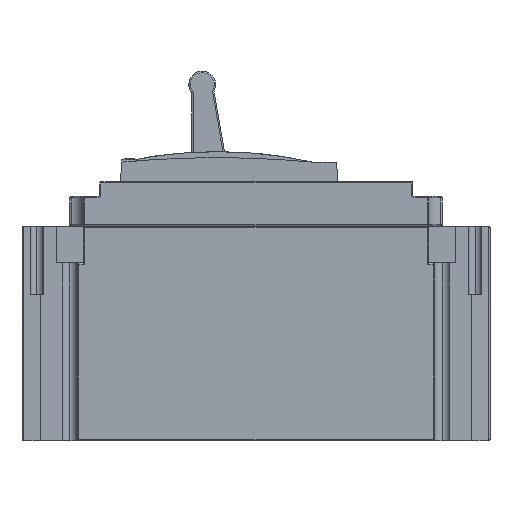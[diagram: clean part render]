
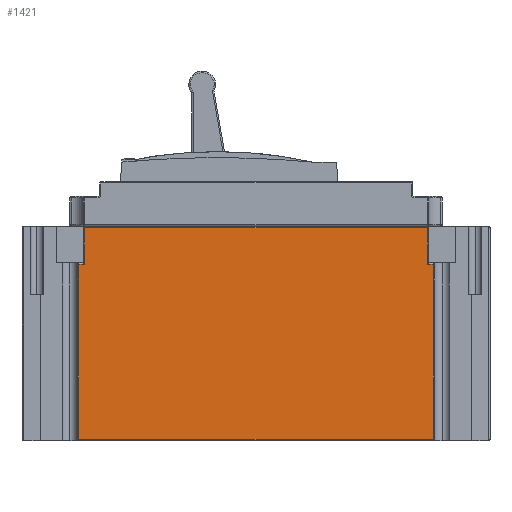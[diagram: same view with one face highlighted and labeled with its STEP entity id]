
A CAD part, left-side view. The second image highlights one B-rep face of the part: STEP entity #1421.
In plain terms, the highlighted planar face has unit normal (-1, 0, 0).
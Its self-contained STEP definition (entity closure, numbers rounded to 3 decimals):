
#1203 = CARTESIAN_POINT ( 'NONE',  ( -52.5, -57.5, 0. ) ) ;
#1421 = ADVANCED_FACE ( 'NONE', ( #38803 ), #29666, .T. ) ;
#1838 = CARTESIAN_POINT ( 'NONE',  ( -52.5, 57.5, -12.8 ) ) ;
#2230 = CARTESIAN_POINT ( 'NONE',  ( -52.5, -57.5, -0.5 ) ) ;
#3981 = EDGE_CURVE ( 'NONE', #39290, #33647, #10027, .T. ) ;
#4115 = VECTOR ( 'NONE', #45265, 1000. ) ;
#5171 = CARTESIAN_POINT ( 'NONE',  ( -52.5, -59.468, -12.3 ) ) ;
#6383 = EDGE_CURVE ( 'NONE', #13531, #11395, #21690, .T. ) ;
#9386 = DIRECTION ( 'NONE',  ( 0., 1., 0. ) ) ;
#10010 = CARTESIAN_POINT ( 'NONE',  ( -52.5, -78.5, -71.5 ) ) ;
#10027 = LINE ( 'NONE', #5171, #30872 ) ;
#11026 = CARTESIAN_POINT ( 'NONE',  ( -52.5, 57.5, -72. ) ) ;
#11395 = VERTEX_POINT ( 'NONE', #27541 ) ;
#11573 = LINE ( 'NONE', #11026, #26251 ) ;
#12759 = ORIENTED_EDGE ( 'NONE', *, *, #42738, .T. ) ;
#13531 = VERTEX_POINT ( 'NONE', #2230 ) ;
#14963 = DIRECTION ( 'NONE',  ( 0., 0., 1. ) ) ;
#16296 = CARTESIAN_POINT ( 'NONE',  ( -52.5, -57.5, -12.8 ) ) ;
#16945 = EDGE_CURVE ( 'NONE', #25391, #39290, #22877, .T. ) ;
#18080 = ORIENTED_EDGE ( 'NONE', *, *, #16945, .T. ) ;
#18833 = VERTEX_POINT ( 'NONE', #16296 ) ;
#20672 = CARTESIAN_POINT ( 'NONE',  ( -52.5, -59.468, -12.8 ) ) ;
#21530 = ORIENTED_EDGE ( 'NONE', *, *, #3981, .T. ) ;
#21690 = LINE ( 'NONE', #56697, #46444 ) ;
#22877 = LINE ( 'NONE', #10010, #4115 ) ;
#24195 = CARTESIAN_POINT ( 'NONE',  ( -52.5, 59.468, -71.5 ) ) ;
#24772 = DIRECTION ( 'NONE',  ( 0., 0., -1. ) ) ;
#25166 = DIRECTION ( 'NONE',  ( 0., 1., 0. ) ) ;
#25347 = CARTESIAN_POINT ( 'NONE',  ( -52.5, -78.5, -72. ) ) ;
#25391 = VERTEX_POINT ( 'NONE', #24195 ) ;
#26251 = VECTOR ( 'NONE', #24772, 1000. ) ;
#26817 = ORIENTED_EDGE ( 'NONE', *, *, #37007, .T. ) ;
#26847 = EDGE_CURVE ( 'NONE', #29606, #25391, #40591, .T. ) ;
#26959 = ORIENTED_EDGE ( 'NONE', *, *, #26847, .T. ) ;
#27486 = DIRECTION ( 'NONE',  ( 0., 0., 1. ) ) ;
#27541 = CARTESIAN_POINT ( 'NONE',  ( -52.5, 57.5, -0.5 ) ) ;
#28614 = CARTESIAN_POINT ( 'NONE',  ( -52.5, -78.5, -12.8 ) ) ;
#28751 = ORIENTED_EDGE ( 'NONE', *, *, #47883, .T. ) ;
#29606 = VERTEX_POINT ( 'NONE', #52205 ) ;
#29666 = PLANE ( 'NONE',  #54500 ) ;
#30781 = DIRECTION ( 'NONE',  ( -1., 0., 0. ) ) ;
#30872 = VECTOR ( 'NONE', #27486, 1000. ) ;
#31257 = CARTESIAN_POINT ( 'NONE',  ( -52.5, -78.5, -12.8 ) ) ;
#31982 = VERTEX_POINT ( 'NONE', #1838 ) ;
#32028 = CARTESIAN_POINT ( 'NONE',  ( -52.5, 59.468, -72. ) ) ;
#33647 = VERTEX_POINT ( 'NONE', #20672 ) ;
#36350 = EDGE_CURVE ( 'NONE', #31982, #29606, #41507, .T. ) ;
#36379 = LINE ( 'NONE', #31257, #47064 ) ;
#36833 = EDGE_LOOP ( 'NONE', ( #21530, #28751, #12759, #42868, #26817, #51786, #26959, #18080 ) ) ;
#37007 = EDGE_CURVE ( 'NONE', #11395, #31982, #11573, .T. ) ;
#38079 = VECTOR ( 'NONE', #25166, 1000. ) ;
#38803 = FACE_OUTER_BOUND ( 'NONE', #36833, .T. ) ;
#39290 = VERTEX_POINT ( 'NONE', #47760 ) ;
#40591 = LINE ( 'NONE', #32028, #47073 ) ;
#41507 = LINE ( 'NONE', #28614, #38079 ) ;
#42738 = EDGE_CURVE ( 'NONE', #18833, #13531, #54207, .T. ) ;
#42841 = DIRECTION ( 'NONE',  ( 0., 0., 1. ) ) ;
#42868 = ORIENTED_EDGE ( 'NONE', *, *, #6383, .T. ) ;
#45265 = DIRECTION ( 'NONE',  ( 0., -1., 0. ) ) ;
#46444 = VECTOR ( 'NONE', #9386, 1000. ) ;
#47064 = VECTOR ( 'NONE', #54155, 1000. ) ;
#47073 = VECTOR ( 'NONE', #49512, 1000. ) ;
#47760 = CARTESIAN_POINT ( 'NONE',  ( -52.5, -59.468, -71.5 ) ) ;
#47883 = EDGE_CURVE ( 'NONE', #33647, #18833, #36379, .T. ) ;
#49512 = DIRECTION ( 'NONE',  ( 0., 0., -1. ) ) ;
#51786 = ORIENTED_EDGE ( 'NONE', *, *, #36350, .T. ) ;
#52205 = CARTESIAN_POINT ( 'NONE',  ( -52.5, 59.468, -12.8 ) ) ;
#54155 = DIRECTION ( 'NONE',  ( 0., 1., 0. ) ) ;
#54207 = LINE ( 'NONE', #1203, #55575 ) ;
#54500 = AXIS2_PLACEMENT_3D ( 'NONE', #25347, #30781, #42841 ) ;
#55575 = VECTOR ( 'NONE', #14963, 1000. ) ;
#56697 = CARTESIAN_POINT ( 'NONE',  ( -52.5, 58., -0.5 ) ) ;
